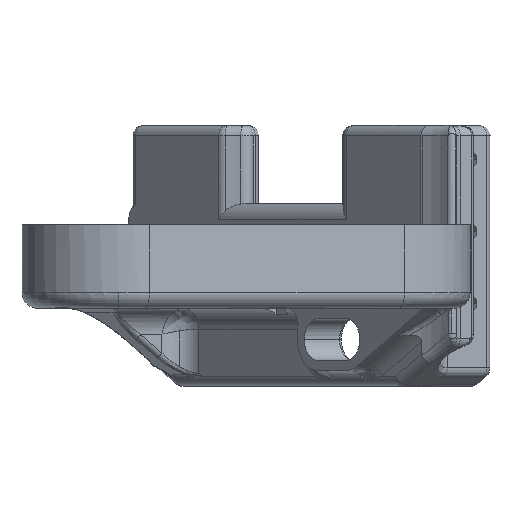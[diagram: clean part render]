
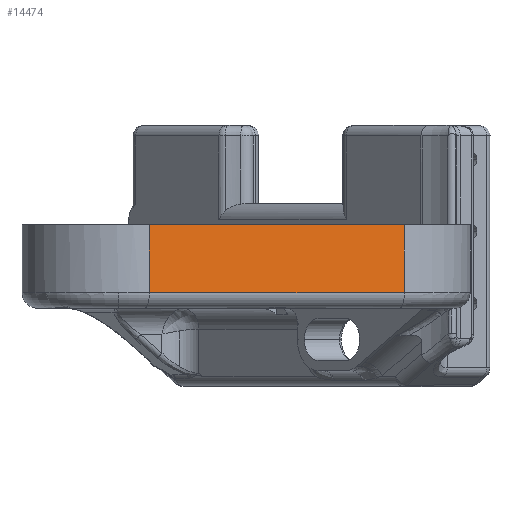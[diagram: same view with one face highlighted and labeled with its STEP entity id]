
A CAD part, left-side view. The second image highlights one B-rep face of the part: STEP entity #14474.
In plain terms, the highlighted planar face has unit normal (-0.948, -0.319, 0).
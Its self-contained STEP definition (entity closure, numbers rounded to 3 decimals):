
#1078 = CARTESIAN_POINT ( 'NONE',  ( -40.175, -5.908, 16. ) ) ;
#1237 = EDGE_CURVE ( 'NONE', #20190, #6472, #4951, .T. ) ;
#2376 = ORIENTED_EDGE ( 'NONE', *, *, #4708, .T. ) ;
#3363 = CARTESIAN_POINT ( 'NONE',  ( -40.175, -5.908, 3. ) ) ;
#3494 = CARTESIAN_POINT ( 'NONE',  ( -23.724, -54.724, 3. ) ) ;
#4374 = DIRECTION ( 'NONE',  ( 0.948, 0.319, 0. ) ) ;
#4425 = LINE ( 'NONE', #10748, #5885 ) ;
#4708 = EDGE_CURVE ( 'NONE', #16686, #20190, #6369, .T. ) ;
#4807 = DIRECTION ( 'NONE',  ( 0., 0., -1. ) ) ;
#4951 = LINE ( 'NONE', #3494, #8699 ) ;
#5885 = VECTOR ( 'NONE', #20369, 1000. ) ;
#6369 = LINE ( 'NONE', #12681, #12672 ) ;
#6472 = VERTEX_POINT ( 'NONE', #14586 ) ;
#6922 = ORIENTED_EDGE ( 'NONE', *, *, #9237, .F. ) ;
#7133 = ORIENTED_EDGE ( 'NONE', *, *, #7381, .F. ) ;
#7228 = CARTESIAN_POINT ( 'NONE',  ( -23.724, -54.724, 16. ) ) ;
#7381 = EDGE_CURVE ( 'NONE', #16686, #14033, #18540, .T. ) ;
#8699 = VECTOR ( 'NONE', #19430, 1000. ) ;
#9237 = EDGE_CURVE ( 'NONE', #14033, #6472, #4425, .T. ) ;
#10676 = CARTESIAN_POINT ( 'NONE',  ( -23.724, -54.724, 16. ) ) ;
#10748 = CARTESIAN_POINT ( 'NONE',  ( -23.724, -54.724, 1.51 ) ) ;
#12139 = CARTESIAN_POINT ( 'NONE',  ( -23.724, -54.724, 1.51 ) ) ;
#12456 = FACE_OUTER_BOUND ( 'NONE', #13410, .T. ) ;
#12672 = VECTOR ( 'NONE', #4807, 1000. ) ;
#12681 = CARTESIAN_POINT ( 'NONE',  ( -40.175, -5.908, 1.51 ) ) ;
#13410 = EDGE_LOOP ( 'NONE', ( #7133, #2376, #18943, #6922 ) ) ;
#14033 = VERTEX_POINT ( 'NONE', #7228 ) ;
#14474 = ADVANCED_FACE ( 'NONE', ( #12456 ), #19904, .F. ) ;
#14586 = CARTESIAN_POINT ( 'NONE',  ( -23.724, -54.724, 3. ) ) ;
#16686 = VERTEX_POINT ( 'NONE', #1078 ) ;
#16983 = DIRECTION ( 'NONE',  ( 0.319, -0.948, 0. ) ) ;
#18454 = DIRECTION ( 'NONE',  ( -0.319, 0.948, 0. ) ) ;
#18540 = LINE ( 'NONE', #10676, #18807 ) ;
#18807 = VECTOR ( 'NONE', #16983, 1000. ) ;
#18943 = ORIENTED_EDGE ( 'NONE', *, *, #1237, .T. ) ;
#19164 = AXIS2_PLACEMENT_3D ( 'NONE', #12139, #4374, #18454 ) ;
#19430 = DIRECTION ( 'NONE',  ( 0.319, -0.948, 0. ) ) ;
#19904 = PLANE ( 'NONE',  #19164 ) ;
#20190 = VERTEX_POINT ( 'NONE', #3363 ) ;
#20369 = DIRECTION ( 'NONE',  ( 0., 0., -1. ) ) ;
